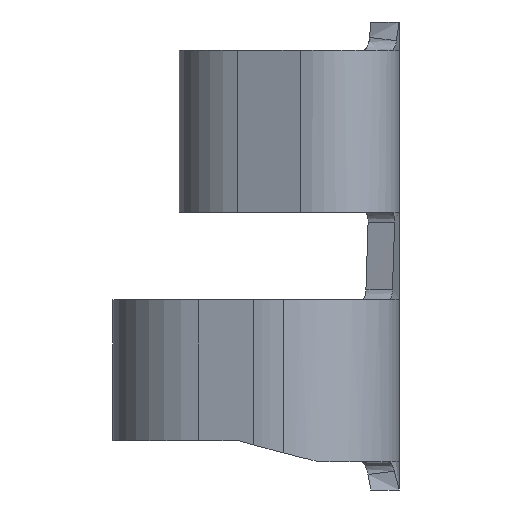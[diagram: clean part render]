
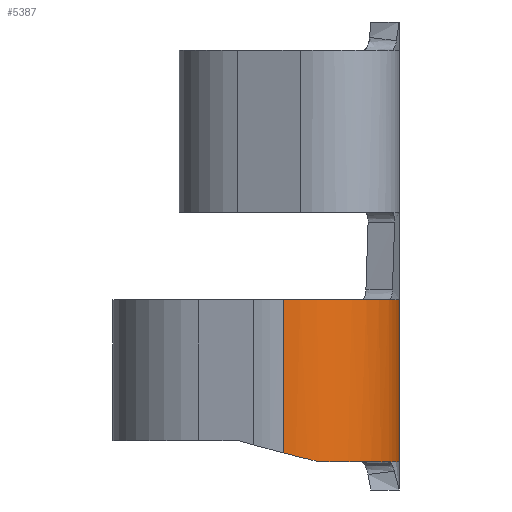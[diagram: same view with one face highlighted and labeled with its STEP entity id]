
A CAD part, left-side view. The second image highlights one B-rep face of the part: STEP entity #5387.
In plain terms, the highlighted cylindrical face has radius 2.083 mm (diameter 4.166 mm), a partial arc.
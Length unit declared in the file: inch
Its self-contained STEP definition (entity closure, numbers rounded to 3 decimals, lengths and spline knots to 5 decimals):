
#37 = CARTESIAN_POINT ( 'NONE',  ( -0.28109, 0.00569, -0.14597 ) ) ;
#146 = VERTEX_POINT ( 'NONE', #1195 ) ;
#484 = CARTESIAN_POINT ( 'NONE',  ( -0.29518, 0.01268, -0.146 ) ) ;
#669 = LINE ( 'NONE', #2778, #2950 ) ;
#699 = CARTESIAN_POINT ( 'NONE',  ( -0.26052, 0., -0.031 ) ) ;
#708 = B_SPLINE_CURVE_WITH_KNOTS ( 'NONE', 3,
 ( #6421, #1864, #3932, #5943, #1337, #3431 ),
 .UNSPECIFIED., .F., .F.,
 ( 4, 2, 4 ),
 ( 0.23601, 0.54659, 0.85716 ),
 .UNSPECIFIED. ) ;
#731 = CARTESIAN_POINT ( 'NONE',  ( -0.33315, 0.08201, -0.031 ) ) ;
#793 = EDGE_CURVE ( 'NONE', #146, #3647, #6301, .T. ) ;
#899 = VERTEX_POINT ( 'NONE', #3195 ) ;
#928 = B_SPLINE_CURVE_WITH_KNOTS ( 'NONE', 3,
 ( #3130, #5185, #484, #2604, #4675, #6652, #2105 ),
 .UNSPECIFIED., .F., .F.,
 ( 4, 2, 1, 4 ),
 ( 0.34386, 0.50789, 0.67193, 1. ),
 .UNSPECIFIED. ) ;
#955 = LINE ( 'NONE', #3075, #3196 ) ;
#1195 = CARTESIAN_POINT ( 'NONE',  ( -0.32896, 0.05657, -0.146 ) ) ;
#1246 = CARTESIAN_POINT ( 'NONE',  ( -0.26992, 0.00208, -0.146 ) ) ;
#1337 = CARTESIAN_POINT ( 'NONE',  ( -0.333, 0.06645, -0.031 ) ) ;
#1411 = EDGE_CURVE ( 'NONE', #4160, #6137, #4760, .T. ) ;
#1521 = CARTESIAN_POINT ( 'NONE',  ( -0.251, 0.082, -0.031 ) ) ;
#1778 = CARTESIAN_POINT ( 'NONE',  ( -0.25101, 0., -0.146 ) ) ;
#1804 = CARTESIAN_POINT ( 'NONE',  ( -0.28547, 0.00733, -0.031 ) ) ;
#1839 = CARTESIAN_POINT ( 'NONE',  ( -0.28331, 0.0066, -0.031 ) ) ;
#1864 = CARTESIAN_POINT ( 'NONE',  ( -0.29949, 0.01407, -0.031 ) ) ;
#1871 = CARTESIAN_POINT ( 'NONE',  ( -0.28117, 0.00572, -0.031 ) ) ;
#1908 = CARTESIAN_POINT ( 'NONE',  ( -0.27907, 0.00473, -0.031 ) ) ;
#2105 = CARTESIAN_POINT ( 'NONE',  ( -0.32896, 0.05657, -0.146 ) ) ;
#2202 = CARTESIAN_POINT ( 'NONE',  ( -0.28318, 0.00646, -0.14594 ) ) ;
#2250 = EDGE_CURVE ( 'NONE', #2767, #146, #928, .T. ) ;
#2604 = CARTESIAN_POINT ( 'NONE',  ( -0.30449, 0.01957, -0.146 ) ) ;
#2755 = CARTESIAN_POINT ( 'NONE',  ( -0.28547, 0.00733, -0.031 ) ) ;
#2767 = VERTEX_POINT ( 'NONE', #3960 ) ;
#2778 = CARTESIAN_POINT ( 'NONE',  ( -0.251, 0., -0.031 ) ) ;
#2810 = CARTESIAN_POINT ( 'NONE',  ( -0.27005, 0.00168, -0.031 ) ) ;
#2950 = VECTOR ( 'NONE', #4845, 39.37008 ) ;
#3075 = CARTESIAN_POINT ( 'NONE',  ( -0.333, 0.082, -0.031 ) ) ;
#3130 = CARTESIAN_POINT ( 'NONE',  ( -0.2852, 0.00743, -0.146 ) ) ;
#3159 = EDGE_LOOP ( 'NONE', ( #6083, #6060, #6117, #6092, #6158, #6138, #6164, #6126, #6259 ) ) ;
#3175 = EDGE_CURVE ( 'NONE', #4222, #899, #5961, .T. ) ;
#3195 = CARTESIAN_POINT ( 'NONE',  ( -0.27902, 0.00489, -0.146 ) ) ;
#3196 = VECTOR ( 'NONE', #5135, 39.37008 ) ;
#3344 = CARTESIAN_POINT ( 'NONE',  ( -0.27455, 0.00331, -0.146 ) ) ;
#3368 = EDGE_CURVE ( 'NONE', #5183, #4222, #669, .T. ) ;
#3375 = CARTESIAN_POINT ( 'NONE',  ( -0.251, 0., -0.031 ) ) ;
#3419 = EDGE_CURVE ( 'NONE', #6137, #4621, #708, .T. ) ;
#3431 = CARTESIAN_POINT ( 'NONE',  ( -0.33315, 0.08201, -0.031 ) ) ;
#3445 = CARTESIAN_POINT ( 'NONE',  ( -0.27907, 0.00473, -0.031 ) ) ;
#3576 = CARTESIAN_POINT ( 'NONE',  ( -0.251, 0., -0.146 ) ) ;
#3613 = DIRECTION ( 'NONE',  ( 0., 0., -1. ) ) ;
#3647 = VERTEX_POINT ( 'NONE', #5698 ) ;
#3848 = CARTESIAN_POINT ( 'NONE',  ( -0.25573, 0., -0.146 ) ) ;
#3932 = CARTESIAN_POINT ( 'NONE',  ( -0.31169, 0.02471, -0.031 ) ) ;
#3960 = CARTESIAN_POINT ( 'NONE',  ( -0.2852, 0.00743, -0.146 ) ) ;
#4119 = FACE_OUTER_BOUND ( 'NONE', #3159, .T. ) ;
#4160 = VERTEX_POINT ( 'NONE', #3445 ) ;
#4222 = VERTEX_POINT ( 'NONE', #3576 ) ;
#4241 = EDGE_CURVE ( 'NONE', #4621, #3647, #955, .T. ) ;
#4272 = CARTESIAN_POINT ( 'NONE',  ( -0.2852, 0.00743, -0.146 ) ) ;
#4348 = CARTESIAN_POINT ( 'NONE',  ( -0.251, 0., -0.146 ) ) ;
#4621 = VERTEX_POINT ( 'NONE', #731 ) ;
#4628 = B_SPLINE_CURVE_WITH_KNOTS ( 'NONE', 3,
 ( #4776, #37, #2202, #4272 ),
 .UNSPECIFIED., .F., .F.,
 ( 4, 4 ),
 ( 0., 1. ),
 .UNSPECIFIED. ) ;
#4641 = CARTESIAN_POINT ( 'NONE',  ( -0.333, 0.082, -0.1397 ) ) ;
#4671 = CARTESIAN_POINT ( 'NONE',  ( -0.333, 0.07334, -0.14194 ) ) ;
#4675 = CARTESIAN_POINT ( 'NONE',  ( -0.31704, 0.03095, -0.146 ) ) ;
#4709 = CARTESIAN_POINT ( 'NONE',  ( -0.33164, 0.0648, -0.14406 ) ) ;
#4738 = CARTESIAN_POINT ( 'NONE',  ( -0.32896, 0.05657, -0.146 ) ) ;
#4760 = B_SPLINE_CURVE_WITH_KNOTS ( 'NONE', 3,
 ( #1908, #1871, #1839, #1804 ),
 .UNSPECIFIED., .F., .F.,
 ( 4, 4 ),
 ( 0., 1. ),
 .UNSPECIFIED. ) ;
#4776 = CARTESIAN_POINT ( 'NONE',  ( -0.27902, 0.00489, -0.146 ) ) ;
#4845 = DIRECTION ( 'NONE',  ( 0., 0., -1. ) ) ;
#4851 = EDGE_CURVE ( 'NONE', #899, #2767, #4628, .T. ) ;
#4876 = CARTESIAN_POINT ( 'NONE',  ( -0.27907, 0.00473, -0.031 ) ) ;
#5135 = DIRECTION ( 'NONE',  ( 0., 0., -1. ) ) ;
#5183 = VERTEX_POINT ( 'NONE', #3375 ) ;
#5185 = CARTESIAN_POINT ( 'NONE',  ( -0.29027, 0.00975, -0.146 ) ) ;
#5385 = CARTESIAN_POINT ( 'NONE',  ( -0.251, 0., -0.031 ) ) ;
#5387 = ADVANCED_FACE ( 'NONE', ( #4119 ), #6123, .T. ) ;
#5395 = CARTESIAN_POINT ( 'NONE',  ( -0.27902, 0.00489, -0.146 ) ) ;
#5651 = DIRECTION ( 'NONE',  ( -1., 0., 0. ) ) ;
#5698 = CARTESIAN_POINT ( 'NONE',  ( -0.333, 0.082, -0.1397 ) ) ;
#5864 = CARTESIAN_POINT ( 'NONE',  ( -0.26051, 0.00042, -0.146 ) ) ;
#5943 = CARTESIAN_POINT ( 'NONE',  ( -0.32846, 0.05092, -0.031 ) ) ;
#5961 = B_SPLINE_CURVE_WITH_KNOTS ( 'NONE', 3,
 ( #4348, #6342, #1778, #3848, #5864, #1246, #3344, #5395 ),
 .UNSPECIFIED., .F., .F.,
 ( 4, 2, 2, 4 ),
 ( 0., 0.00042, 0.50021, 1. ),
 .UNSPECIFIED. ) ;
#6060 = ORIENTED_EDGE ( 'NONE', *, *, #4241, .T. ) ;
#6083 = ORIENTED_EDGE ( 'NONE', *, *, #3419, .T. ) ;
#6092 = ORIENTED_EDGE ( 'NONE', *, *, #2250, .F. ) ;
#6117 = ORIENTED_EDGE ( 'NONE', *, *, #793, .F. ) ;
#6123 = CYLINDRICAL_SURFACE ( 'NONE', #6670, 0.082 ) ;
#6126 = ORIENTED_EDGE ( 'NONE', *, *, #6440, .T. ) ;
#6137 = VERTEX_POINT ( 'NONE', #2755 ) ;
#6138 = ORIENTED_EDGE ( 'NONE', *, *, #3175, .F. ) ;
#6158 = ORIENTED_EDGE ( 'NONE', *, *, #4851, .F. ) ;
#6164 = ORIENTED_EDGE ( 'NONE', *, *, #3368, .F. ) ;
#6259 = ORIENTED_EDGE ( 'NONE', *, *, #1411, .T. ) ;
#6301 =( BOUNDED_CURVE ( )  B_SPLINE_CURVE ( 3, ( #4738, #4709, #4671, #4641 ),
 .UNSPECIFIED., .F., .F. ) 
 B_SPLINE_CURVE_WITH_KNOTS ( ( 4, 4 ),
 ( 0.99363, 1.309 ),
 .UNSPECIFIED. ) 
 CURVE ( )  GEOMETRIC_REPRESENTATION_ITEM ( )  RATIONAL_B_SPLINE_CURVE ( ( 1., 0.992, 0.992, 1. ) ) 
 REPRESENTATION_ITEM ( '' )  );
#6342 = CARTESIAN_POINT ( 'NONE',  ( -0.251, 0., -0.146 ) ) ;
#6421 = CARTESIAN_POINT ( 'NONE',  ( -0.28547, 0.00733, -0.031 ) ) ;
#6440 = EDGE_CURVE ( 'NONE', #5183, #4160, #6501, .T. ) ;
#6501 = B_SPLINE_CURVE_WITH_KNOTS ( 'NONE', 3,
 ( #5385, #699, #2810, #4876 ),
 .UNSPECIFIED., .F., .F.,
 ( 4, 4 ),
 ( 0., 0.19014 ),
 .UNSPECIFIED. ) ;
#6652 = CARTESIAN_POINT ( 'NONE',  ( -0.32533, 0.04548, -0.146 ) ) ;
#6670 = AXIS2_PLACEMENT_3D ( 'NONE', #1521, #3613, #5651 ) ;
